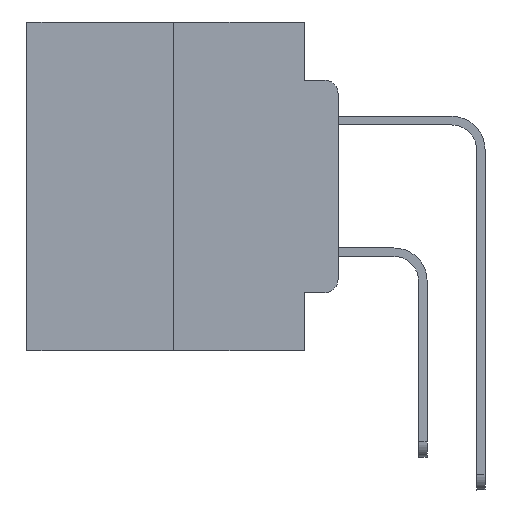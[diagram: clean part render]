
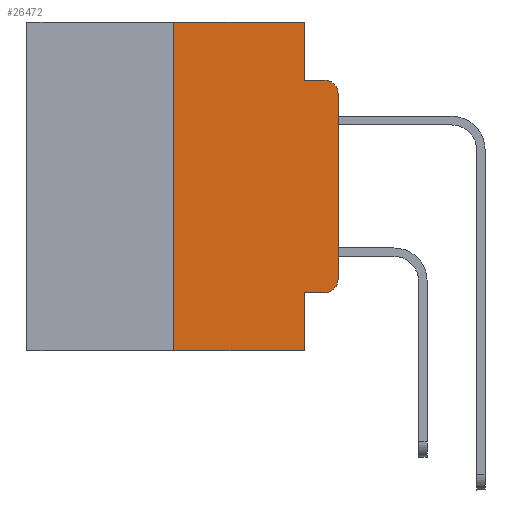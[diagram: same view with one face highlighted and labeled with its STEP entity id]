
A CAD part, left-side view. The second image highlights one B-rep face of the part: STEP entity #26472.
In plain terms, the highlighted planar face has unit normal (-1, 0, 0).
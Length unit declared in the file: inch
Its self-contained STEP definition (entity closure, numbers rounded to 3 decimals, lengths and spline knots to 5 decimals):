
#86 = LINE ( 'NONE', #6741, #23196 ) ;
#1537 = FACE_OUTER_BOUND ( 'NONE', #11820, .T. ) ;
#2064 = CARTESIAN_POINT ( 'NONE',  ( 0., 0.473, 0. ) ) ;
#2816 = EDGE_CURVE ( 'NONE', #11093, #18955, #23689, .T. ) ;
#2883 = VERTEX_POINT ( 'NONE', #21056 ) ;
#3875 = LINE ( 'NONE', #14691, #17630 ) ;
#4407 = DIRECTION ( 'NONE',  ( 0., 0., 1. ) ) ;
#4528 = CARTESIAN_POINT ( 'NONE',  ( 0., 0.02, -0.0885 ) ) ;
#4551 = CARTESIAN_POINT ( 'NONE',  ( 0., 0.051, 0. ) ) ;
#4846 = DIRECTION ( 'NONE',  ( 0., 0., -1. ) ) ;
#4921 = ORIENTED_EDGE ( 'NONE', *, *, #2816, .T. ) ;
#5031 = AXIS2_PLACEMENT_3D ( 'NONE', #22171, #19718, #26377 ) ;
#5229 = CARTESIAN_POINT ( 'NONE',  ( 0., 0.25, -0.5 ) ) ;
#5779 = ORIENTED_EDGE ( 'NONE', *, *, #8775, .T. ) ;
#6038 = VECTOR ( 'NONE', #26967, 39.37008 ) ;
#6645 = EDGE_CURVE ( 'NONE', #11093, #27241, #86, .T. ) ;
#6741 = CARTESIAN_POINT ( 'NONE',  ( 0., 0.25, 0. ) ) ;
#6862 = LINE ( 'NONE', #4551, #12506 ) ;
#6871 = DIRECTION ( 'NONE',  ( 0., 0., 1. ) ) ;
#8031 = CARTESIAN_POINT ( 'NONE',  ( 0., 0.473, 0. ) ) ;
#8053 = DIRECTION ( 'NONE',  ( 0., -1., 0. ) ) ;
#8072 = VERTEX_POINT ( 'NONE', #26621 ) ;
#8117 = VERTEX_POINT ( 'NONE', #15650 ) ;
#8775 = EDGE_CURVE ( 'NONE', #14566, #8117, #16986, .T. ) ;
#11093 = VERTEX_POINT ( 'NONE', #5229 ) ;
#11141 = CIRCLE ( 'NONE', #19893, 0.02 ) ;
#11455 = DIRECTION ( 'NONE',  ( 0., 0., -1. ) ) ;
#11562 = ORIENTED_EDGE ( 'NONE', *, *, #15709, .T. ) ;
#11662 = LINE ( 'NONE', #20032, #6038 ) ;
#11749 = CARTESIAN_POINT ( 'NONE',  ( 0., 0.02, -0.1085 ) ) ;
#11820 = EDGE_LOOP ( 'NONE', ( #12409, #11562, #24265, #18642, #13804, #12037, #4921, #26333, #22667, #5779 ) ) ;
#12037 = ORIENTED_EDGE ( 'NONE', *, *, #6645, .F. ) ;
#12409 = ORIENTED_EDGE ( 'NONE', *, *, #18755, .T. ) ;
#12418 = CARTESIAN_POINT ( 'NONE',  ( 0., 0.473, -0.5 ) ) ;
#12506 = VECTOR ( 'NONE', #4846, 39.37008 ) ;
#12568 = DIRECTION ( 'NONE',  ( 0., -1., 0. ) ) ;
#12589 = VECTOR ( 'NONE', #21953, 39.37008 ) ;
#13481 = CARTESIAN_POINT ( 'NONE',  ( 0., 0.25, 0. ) ) ;
#13804 = ORIENTED_EDGE ( 'NONE', *, *, #17391, .F. ) ;
#14566 = VERTEX_POINT ( 'NONE', #18793 ) ;
#14691 = CARTESIAN_POINT ( 'NONE',  ( 0., 0.051, -0.4115 ) ) ;
#15650 = CARTESIAN_POINT ( 'NONE',  ( 0., 0., -0.3915 ) ) ;
#15709 = EDGE_CURVE ( 'NONE', #26581, #21147, #11141, .T. ) ;
#16408 = DIRECTION ( 'NONE',  ( 1., 0., 0. ) ) ;
#16686 = CARTESIAN_POINT ( 'NONE',  ( 0., 0.051, -0.0885 ) ) ;
#16858 = EDGE_CURVE ( 'NONE', #2883, #14566, #3875, .T. ) ;
#16986 = CIRCLE ( 'NONE', #5031, 0.02 ) ;
#17112 = CARTESIAN_POINT ( 'NONE',  ( 0., 0., -0.1085 ) ) ;
#17391 = EDGE_CURVE ( 'NONE', #27241, #8072, #21394, .T. ) ;
#17630 = VECTOR ( 'NONE', #8053, 39.37008 ) ;
#17655 = VECTOR ( 'NONE', #4407, 39.37008 ) ;
#18430 = DIRECTION ( 'NONE',  ( 0., -1., 0. ) ) ;
#18575 = DIRECTION ( 'NONE',  ( 0., 0., -1. ) ) ;
#18642 = ORIENTED_EDGE ( 'NONE', *, *, #26784, .F. ) ;
#18755 = EDGE_CURVE ( 'NONE', #8117, #26581, #24317, .T. ) ;
#18793 = CARTESIAN_POINT ( 'NONE',  ( 0., 0.02, -0.4115 ) ) ;
#18844 = PLANE ( 'NONE',  #22657 ) ;
#18955 = VERTEX_POINT ( 'NONE', #23402 ) ;
#19589 = VECTOR ( 'NONE', #12568, 39.37008 ) ;
#19718 = DIRECTION ( 'NONE',  ( -1., 0., 0. ) ) ;
#19893 = AXIS2_PLACEMENT_3D ( 'NONE', #11749, #20250, #11455 ) ;
#20032 = CARTESIAN_POINT ( 'NONE',  ( 0., 0.051, 0. ) ) ;
#20163 = LINE ( 'NONE', #24928, #22149 ) ;
#20250 = DIRECTION ( 'NONE',  ( -1., 0., 0. ) ) ;
#21056 = CARTESIAN_POINT ( 'NONE',  ( 0., 0.051, -0.4115 ) ) ;
#21147 = VERTEX_POINT ( 'NONE', #4528 ) ;
#21394 = LINE ( 'NONE', #2064, #12589 ) ;
#21857 = CARTESIAN_POINT ( 'NONE',  ( 0., 0., 0. ) ) ;
#21953 = DIRECTION ( 'NONE',  ( 0., -1., 0. ) ) ;
#22149 = VECTOR ( 'NONE', #18430, 39.37008 ) ;
#22171 = CARTESIAN_POINT ( 'NONE',  ( 0., 0.02, -0.3915 ) ) ;
#22657 = AXIS2_PLACEMENT_3D ( 'NONE', #8031, #16408, #18575 ) ;
#22667 = ORIENTED_EDGE ( 'NONE', *, *, #16858, .T. ) ;
#23196 = VECTOR ( 'NONE', #6871, 39.37008 ) ;
#23402 = CARTESIAN_POINT ( 'NONE',  ( 0., 0.051, -0.5 ) ) ;
#23689 = LINE ( 'NONE', #12418, #19589 ) ;
#24265 = ORIENTED_EDGE ( 'NONE', *, *, #26305, .F. ) ;
#24317 = LINE ( 'NONE', #21857, #17655 ) ;
#24928 = CARTESIAN_POINT ( 'NONE',  ( 0., 0.051, -0.0885 ) ) ;
#25159 = VERTEX_POINT ( 'NONE', #16686 ) ;
#26305 = EDGE_CURVE ( 'NONE', #25159, #21147, #20163, .T. ) ;
#26333 = ORIENTED_EDGE ( 'NONE', *, *, #26379, .F. ) ;
#26377 = DIRECTION ( 'NONE',  ( 0., 0., -1. ) ) ;
#26379 = EDGE_CURVE ( 'NONE', #2883, #18955, #11662, .T. ) ;
#26472 = ADVANCED_FACE ( 'NONE', ( #1537 ), #18844, .F. ) ;
#26581 = VERTEX_POINT ( 'NONE', #17112 ) ;
#26621 = CARTESIAN_POINT ( 'NONE',  ( 0., 0.051, 0. ) ) ;
#26784 = EDGE_CURVE ( 'NONE', #8072, #25159, #6862, .T. ) ;
#26967 = DIRECTION ( 'NONE',  ( 0., 0., -1. ) ) ;
#27241 = VERTEX_POINT ( 'NONE', #13481 ) ;
